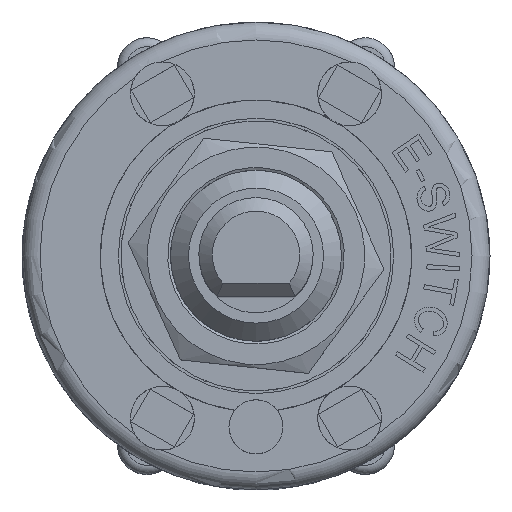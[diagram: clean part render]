
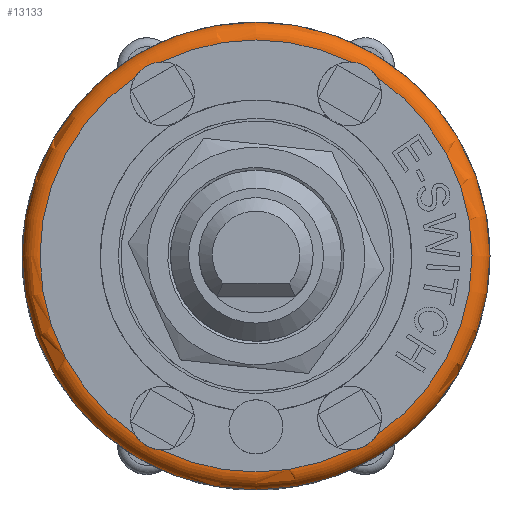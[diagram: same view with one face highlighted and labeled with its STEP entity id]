
A CAD part, top view. The second image highlights one B-rep face of the part: STEP entity #13133.
In plain terms, the highlighted toroidal (fillet/blend) face has major radius 12 mm and minor radius 1 mm.
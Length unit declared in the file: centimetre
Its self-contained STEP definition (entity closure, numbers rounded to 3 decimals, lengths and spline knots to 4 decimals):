
#30=TOROIDAL_SURFACE('',#13797,1.2,0.1);
#1136=B_SPLINE_CURVE_WITH_KNOTS('',3,(#22612,#22613,#22614,#22615,#22616,
#22617,#22618,#22619,#22620,#22621,#22622,#22623),.UNSPECIFIED.,.F.,.F.,
(4,2,2,2,2,4),(-0.2692,-0.2446,-0.216,
-0.1921,-0.1645,-0.1357),.UNSPECIFIED.);
#1137=B_SPLINE_CURVE_WITH_KNOTS('',3,(#22635,#22636,#22637,#22638,#22639,
#22640,#22641,#22642,#22643,#22644,#22645,#22646),.UNSPECIFIED.,.F.,.F.,
(4,2,2,2,2,4),(-0.2692,-0.2446,-0.216,
-0.1921,-0.1645,-0.1357),.UNSPECIFIED.);
#1138=B_SPLINE_CURVE_WITH_KNOTS('',3,(#22663,#22664,#22665,#22666,#22667,
#22668,#22669,#22670,#22671,#22672,#22673,#22674),.UNSPECIFIED.,.F.,.F.,
(4,2,2,2,2,4),(-0.2692,-0.2446,-0.216,
-0.1921,-0.1645,-0.1357),.UNSPECIFIED.);
#1139=B_SPLINE_CURVE_WITH_KNOTS('',3,(#22696,#22697,#22698,#22699,#22700,
#22701,#22702,#22703,#22704,#22705,#22706,#22707),.UNSPECIFIED.,.F.,.F.,
(4,2,2,2,2,4),(-0.2692,-0.2446,-0.216,
-0.1921,-0.1645,-0.1357),.UNSPECIFIED.);
#1785=FACE_OUTER_BOUND('',#2568,.T.);
#2568=EDGE_LOOP('',(#12030,#12031,#12032,#12033,#12034,#12035,#12036,#12037,
#12038,#12039,#12040,#12041));
#5498=CIRCLE('',#13750,1.3);
#5525=CIRCLE('',#13798,0.1);
#5526=CIRCLE('',#13799,1.2);
#5527=CIRCLE('',#13800,1.2);
#5528=CIRCLE('',#13801,1.2);
#5529=CIRCLE('',#13802,1.2);
#5530=CIRCLE('',#13803,1.2);
#6689=VERTEX_POINT('',#22574);
#6697=VERTEX_POINT('',#22610);
#6698=VERTEX_POINT('',#22611);
#6701=VERTEX_POINT('',#22633);
#6702=VERTEX_POINT('',#22634);
#6707=VERTEX_POINT('',#22661);
#6708=VERTEX_POINT('',#22662);
#6715=VERTEX_POINT('',#22694);
#6716=VERTEX_POINT('',#22695);
#6719=VERTEX_POINT('',#22717);
#8510=EDGE_CURVE('',#6689,#6689,#5498,.T.);
#8528=EDGE_CURVE('',#6697,#6698,#1136,.T.);
#8534=EDGE_CURVE('',#6701,#6702,#1137,.T.);
#8542=EDGE_CURVE('',#6707,#6708,#1138,.T.);
#8552=EDGE_CURVE('',#6715,#6716,#1139,.T.);
#8558=EDGE_CURVE('',#6689,#6719,#5525,.T.);
#8559=EDGE_CURVE('',#6719,#6707,#5526,.T.);
#8560=EDGE_CURVE('',#6708,#6701,#5527,.T.);
#8561=EDGE_CURVE('',#6702,#6697,#5528,.T.);
#8562=EDGE_CURVE('',#6698,#6715,#5529,.T.);
#8563=EDGE_CURVE('',#6716,#6719,#5530,.T.);
#12030=ORIENTED_EDGE('',*,*,#8510,.T.);
#12031=ORIENTED_EDGE('',*,*,#8558,.T.);
#12032=ORIENTED_EDGE('',*,*,#8559,.T.);
#12033=ORIENTED_EDGE('',*,*,#8542,.T.);
#12034=ORIENTED_EDGE('',*,*,#8560,.T.);
#12035=ORIENTED_EDGE('',*,*,#8534,.T.);
#12036=ORIENTED_EDGE('',*,*,#8561,.T.);
#12037=ORIENTED_EDGE('',*,*,#8528,.T.);
#12038=ORIENTED_EDGE('',*,*,#8562,.T.);
#12039=ORIENTED_EDGE('',*,*,#8552,.T.);
#12040=ORIENTED_EDGE('',*,*,#8563,.T.);
#12041=ORIENTED_EDGE('',*,*,#8558,.F.);
#13133=ADVANCED_FACE('',(#1785),#30,.T.);
#13750=AXIS2_PLACEMENT_3D('',#22575,#16260,#16261);
#13797=AXIS2_PLACEMENT_3D('',#22716,#16371,#16372);
#13798=AXIS2_PLACEMENT_3D('',#22718,#16373,#16374);
#13799=AXIS2_PLACEMENT_3D('',#22719,#16375,#16376);
#13800=AXIS2_PLACEMENT_3D('',#22720,#16377,#16378);
#13801=AXIS2_PLACEMENT_3D('',#22721,#16379,#16380);
#13802=AXIS2_PLACEMENT_3D('',#22722,#16381,#16382);
#13803=AXIS2_PLACEMENT_3D('',#22723,#16383,#16384);
#16260=DIRECTION('center_axis',(0.,0.,1.));
#16261=DIRECTION('ref_axis',(-1.,0.,0.));
#16371=DIRECTION('center_axis',(0.,0.,-1.));
#16372=DIRECTION('ref_axis',(-1.,0.,0.));
#16373=DIRECTION('center_axis',(0.,-1.,0.));
#16374=DIRECTION('ref_axis',(1.,0.,0.));
#16375=DIRECTION('center_axis',(0.,0.,-1.));
#16376=DIRECTION('ref_axis',(-1.,0.,0.));
#16377=DIRECTION('center_axis',(0.,0.,-1.));
#16378=DIRECTION('ref_axis',(-1.,0.,0.));
#16379=DIRECTION('center_axis',(0.,0.,-1.));
#16380=DIRECTION('ref_axis',(-1.,0.,0.));
#16381=DIRECTION('center_axis',(0.,0.,-1.));
#16382=DIRECTION('ref_axis',(-1.,0.,0.));
#16383=DIRECTION('center_axis',(0.,0.,-1.));
#16384=DIRECTION('ref_axis',(-1.,0.,0.));
#22574=CARTESIAN_POINT('',(1.3,0.,0.95));
#22575=CARTESIAN_POINT('Origin',(0.,0.,0.95));
#22610=CARTESIAN_POINT('',(-0.67,0.9955,1.05));
#22611=CARTESIAN_POINT('',(-0.5271,1.078,1.05));
#22612=CARTESIAN_POINT('Ctrl Pts',(-0.67,0.9955,
1.05));
#22613=CARTESIAN_POINT('Ctrl Pts',(-0.6646,1.0041,
1.05));
#22614=CARTESIAN_POINT('Ctrl Pts',(-0.6583,1.0124,
1.0498));
#22615=CARTESIAN_POINT('Ctrl Pts',(-0.6428,1.0294,
1.0491));
#22616=CARTESIAN_POINT('Ctrl Pts',(-0.6335,1.0377,
1.0488));
#22617=CARTESIAN_POINT('Ctrl Pts',(-0.615,1.051,1.0484));
#22618=CARTESIAN_POINT('Ctrl Pts',(-0.6061,1.0563,
1.0484));
#22619=CARTESIAN_POINT('Ctrl Pts',(-0.5859,1.0659,1.0487));
#22620=CARTESIAN_POINT('Ctrl Pts',(-0.5747,1.07,1.049));
#22621=CARTESIAN_POINT('Ctrl Pts',(-0.551,1.0759,1.0497));
#22622=CARTESIAN_POINT('Ctrl Pts',(-0.539,1.0775,
1.05));
#22623=CARTESIAN_POINT('Ctrl Pts',(-0.5271,1.078,
1.05));
#22633=CARTESIAN_POINT('',(-0.5271,-1.078,1.05));
#22634=CARTESIAN_POINT('',(-0.67,-0.9955,1.05));
#22635=CARTESIAN_POINT('Ctrl Pts',(-0.5271,-1.078,
1.05));
#22636=CARTESIAN_POINT('Ctrl Pts',(-0.5373,-1.0776,
1.05));
#22637=CARTESIAN_POINT('Ctrl Pts',(-0.5476,-1.0763,
1.0498));
#22638=CARTESIAN_POINT('Ctrl Pts',(-0.5701,-1.0714,1.0491));
#22639=CARTESIAN_POINT('Ctrl Pts',(-0.5819,-1.0675,
1.0488));
#22640=CARTESIAN_POINT('Ctrl Pts',(-0.6027,-1.0581,
1.0484));
#22641=CARTESIAN_POINT('Ctrl Pts',(-0.6117,-1.053,
1.0484));
#22642=CARTESIAN_POINT('Ctrl Pts',(-0.6301,-1.0404,
1.0487));
#22643=CARTESIAN_POINT('Ctrl Pts',(-0.6393,-1.0327,
1.049));
#22644=CARTESIAN_POINT('Ctrl Pts',(-0.6562,-1.0151,
1.0497));
#22645=CARTESIAN_POINT('Ctrl Pts',(-0.6637,-1.0055,
1.05));
#22646=CARTESIAN_POINT('Ctrl Pts',(-0.67,-0.9955,
1.05));
#22661=CARTESIAN_POINT('',(0.67,-0.9955,1.05));
#22662=CARTESIAN_POINT('',(0.5271,-1.078,1.05));
#22663=CARTESIAN_POINT('Ctrl Pts',(0.67,-0.9955,
1.05));
#22664=CARTESIAN_POINT('Ctrl Pts',(0.6646,-1.0041,
1.05));
#22665=CARTESIAN_POINT('Ctrl Pts',(0.6583,-1.0124,
1.0498));
#22666=CARTESIAN_POINT('Ctrl Pts',(0.6428,-1.0294,
1.0491));
#22667=CARTESIAN_POINT('Ctrl Pts',(0.6335,-1.0377,
1.0488));
#22668=CARTESIAN_POINT('Ctrl Pts',(0.615,-1.051,
1.0484));
#22669=CARTESIAN_POINT('Ctrl Pts',(0.6061,-1.0563,
1.0484));
#22670=CARTESIAN_POINT('Ctrl Pts',(0.5859,-1.0659,1.0487));
#22671=CARTESIAN_POINT('Ctrl Pts',(0.5747,-1.07,1.049));
#22672=CARTESIAN_POINT('Ctrl Pts',(0.551,-1.0759,
1.0497));
#22673=CARTESIAN_POINT('Ctrl Pts',(0.539,-1.0775,
1.05));
#22674=CARTESIAN_POINT('Ctrl Pts',(0.5271,-1.078,
1.05));
#22694=CARTESIAN_POINT('',(0.5271,1.078,1.05));
#22695=CARTESIAN_POINT('',(0.67,0.9955,1.05));
#22696=CARTESIAN_POINT('Ctrl Pts',(0.5271,1.078,1.05));
#22697=CARTESIAN_POINT('Ctrl Pts',(0.5373,1.0776,1.05));
#22698=CARTESIAN_POINT('Ctrl Pts',(0.5476,1.0763,1.0498));
#22699=CARTESIAN_POINT('Ctrl Pts',(0.5701,1.0714,1.0491));
#22700=CARTESIAN_POINT('Ctrl Pts',(0.5819,1.0675,1.0488));
#22701=CARTESIAN_POINT('Ctrl Pts',(0.6027,1.0581,1.0484));
#22702=CARTESIAN_POINT('Ctrl Pts',(0.6117,1.053,1.0484));
#22703=CARTESIAN_POINT('Ctrl Pts',(0.6301,1.0404,1.0487));
#22704=CARTESIAN_POINT('Ctrl Pts',(0.6393,1.0327,1.049));
#22705=CARTESIAN_POINT('Ctrl Pts',(0.6562,1.0151,1.0497));
#22706=CARTESIAN_POINT('Ctrl Pts',(0.6637,1.0055,1.05));
#22707=CARTESIAN_POINT('Ctrl Pts',(0.67,0.9955,
1.05));
#22716=CARTESIAN_POINT('Origin',(0.,0.,0.95));
#22717=CARTESIAN_POINT('',(1.2,0.,1.05));
#22718=CARTESIAN_POINT('Origin',(1.2,0.,0.95));
#22719=CARTESIAN_POINT('Origin',(0.,0.,1.05));
#22720=CARTESIAN_POINT('Origin',(0.,0.,1.05));
#22721=CARTESIAN_POINT('Origin',(0.,0.,1.05));
#22722=CARTESIAN_POINT('Origin',(0.,0.,1.05));
#22723=CARTESIAN_POINT('Origin',(0.,0.,1.05));
